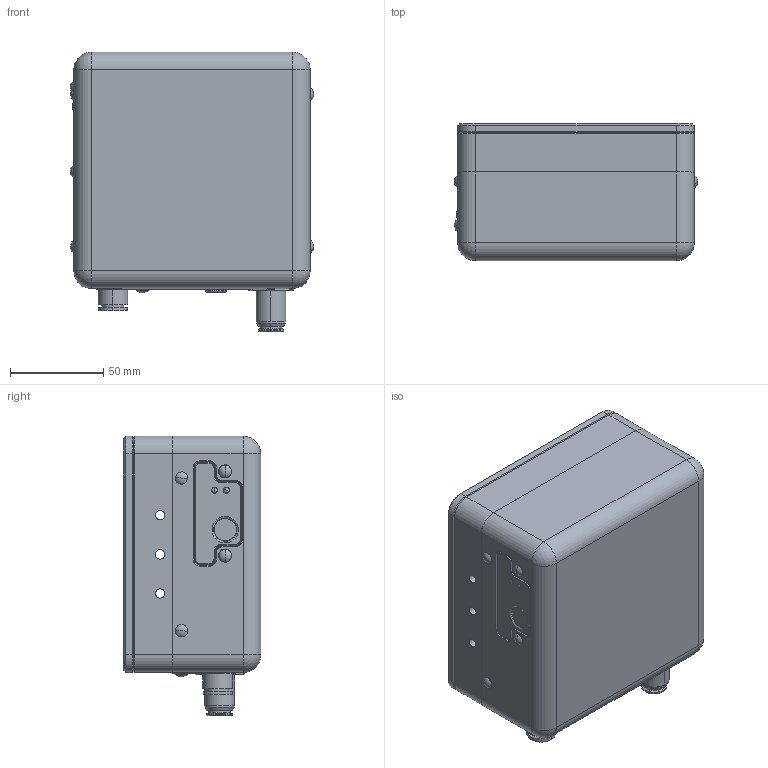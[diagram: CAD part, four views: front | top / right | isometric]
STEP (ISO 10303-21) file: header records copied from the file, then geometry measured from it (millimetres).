
FILE_DESCRIPTION (( 'STEP AP214' ), '1' );
FILE_NAME ('SK-10048- HP100A-4KW-HE-D0-BLU.STEP', '2020-05-22T14:05:00', ( '' ), ( '' ), 'SwSTEP 2.0', 'SolidWorks 2019', '' );
FILE_SCHEMA (( 'AUTOMOTIVE_DESIGN' ));
Length unit declared in the file: millimetre
Products named in the file (2): SK-10048- HP100A-4KW-HE-D0-BLU
Bounding box: 130.71 x 73.95 x 150.23 mm (x, y, z)
Surface area: 132269.2 mm2 (no closed solid volume)
Topology: 0 solids, 26 shells, 552 faces, 1443 edges, 910 vertices
Faces by surface type: plane 237, cylinder 183, cone 73, sphere 34, bspline 15, torus 10
Entity records: 20288 total; most frequent: CARTESIAN_POINT 3589, DIRECTION 2932, ORIENTED_EDGE 2635, EDGE_CURVE 1423, AXIS2_PLACEMENT_3D 1071, VERTEX_POINT 910, VECTOR 790, LINE 790
